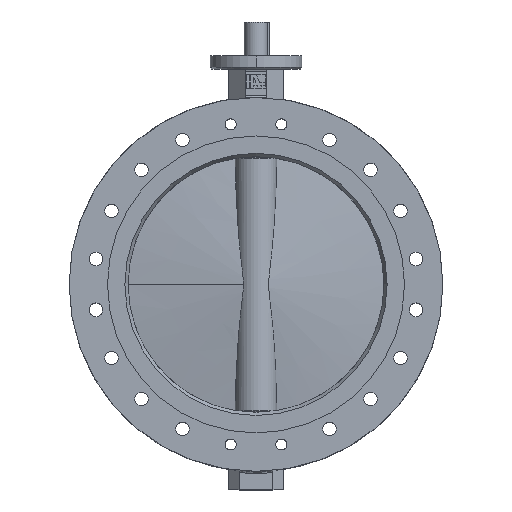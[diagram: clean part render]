
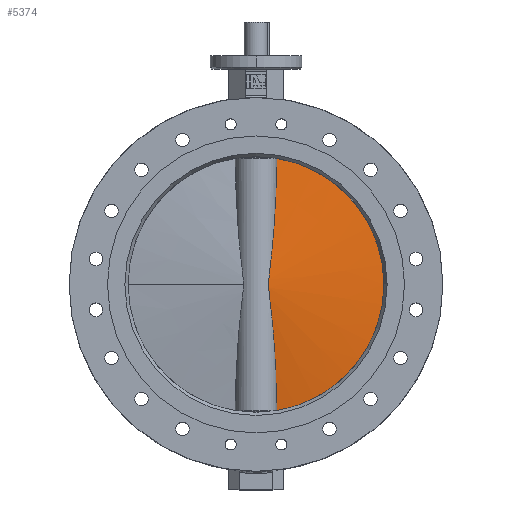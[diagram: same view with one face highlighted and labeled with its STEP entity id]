
A CAD part, top view. The second image highlights one B-rep face of the part: STEP entity #5374.
In plain terms, the highlighted conical face has half-angle 82.802 degrees and reference radius 245.467 mm.
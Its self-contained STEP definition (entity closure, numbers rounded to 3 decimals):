
#730 = AXIS2_PLACEMENT_3D ( 'NONE', #5163, #5164, #5165 ) ;
#1229 = VERTEX_POINT ( 'NONE', #3800 ) ;
#1241 = VERTEX_POINT ( 'NONE', #3803 ) ;
#1294 = VERTEX_POINT ( 'NONE', #3823 ) ;
#1485 = EDGE_CURVE ( 'NONE', #1229, #1294, #5910, .T. ) ;
#1486 = EDGE_CURVE ( 'NONE', #1241, #1294, #6861, .T. ) ;
#1591 = AXIS2_PLACEMENT_3D ( 'NONE', #8024, #8025, #8026 ) ;
#2983 = AXIS2_PLACEMENT_3D ( 'NONE', #7496, #7497, #7495 ) ;
#3364 = EDGE_LOOP ( 'NONE', ( #6618, #6619, #6620 ) ) ;
#3800 = CARTESIAN_POINT ( 'NONE',  ( -4.109, -241.348, 39.788 ) ) ;
#3803 = CARTESIAN_POINT ( 'NONE',  ( -4.109, 0., 244.605 ) ) ;
#3823 = CARTESIAN_POINT ( 'NONE',  ( -4.109, 241.348, 39.788 ) ) ;
#4822 = CIRCLE ( 'NONE', #730, 244.605 ) ;
#5163 = CARTESIAN_POINT ( 'NONE',  ( -4.109, 0., 0. ) ) ;
#5164 = DIRECTION ( 'NONE',  ( -1., 0., 0. ) ) ;
#5165 = DIRECTION ( 'NONE',  ( 0., 0., 1. ) ) ;
#5374 = ADVANCED_FACE ( 'NONE', ( #6954 ), #6958, .T. ) ;
#5891 = EDGE_CURVE ( 'NONE', #1229, #1241, #4822, .T. ) ;
#5910 = B_SPLINE_CURVE_WITH_KNOTS ( 'NONE', 3,
 ( #7975, #7976, #7980, #7981, #7982, #7983, #7984, #7985, #7986, #7987, #7988, #7989, #7990, #7991, #7992, #7993, #7994, #7995, #7996, #7997, #7998, #7999, #8000, #8001, #8002, #8003, #8004, #8005, #8006, #8007, #8008, #8009, #8010, #8011, #8012, #8013, #8014, #8015, #8016, #8017, #8018, #8019, #8020, #8021 ),
 .UNSPECIFIED., .F., .F.,
 ( 4, 2, 2, 2, 2, 2, 2, 2, 2, 2, 2, 2, 2, 2, 2, 2, 2, 2, 2, 2, 2, 4 ),
 ( -0.218, -0.188, -0.158, -0.097, -0.067, -0.037, -0.022, -0.007, 0.001, 0.009, 0.016, 0.024, 0.031, 0.039, 0.046, 0.054, 0.069, 0.084, 0.114, 0.145, 0.205, 0.266 ),
 .UNSPECIFIED. ) ;
#6618 = ORIENTED_EDGE ( 'NONE', *, *, #1485, .F. ) ;
#6619 = ORIENTED_EDGE ( 'NONE', *, *, #5891, .T. ) ;
#6620 = ORIENTED_EDGE ( 'NONE', *, *, #1486, .T. ) ;
#6861 = CIRCLE ( 'NONE', #1591, 244.605 ) ;
#6954 = FACE_OUTER_BOUND ( 'NONE', #3364, .T. ) ;
#6958 = CONICAL_SURFACE ( 'NONE', #2983, 245.467, 1.445 ) ;
#7495 = DIRECTION ( 'NONE',  ( 0., 0., -1. ) ) ;
#7496 = CARTESIAN_POINT ( 'NONE',  ( -4., 0., 0. ) ) ;
#7497 = DIRECTION ( 'NONE',  ( 1., 0., 0. ) ) ;
#7975 = CARTESIAN_POINT ( 'NONE',  ( -4.109, -241.348, 39.788 ) ) ;
#7976 = CARTESIAN_POINT ( 'NONE',  ( -5.364, -231.296, 39.659 ) ) ;
#7980 = CARTESIAN_POINT ( 'NONE',  ( -6.619, -221.245, 39.469 ) ) ;
#7981 = CARTESIAN_POINT ( 'NONE',  ( -9.126, -201.145, 38.966 ) ) ;
#7982 = CARTESIAN_POINT ( 'NONE',  ( -10.379, -191.096, 38.652 ) ) ;
#7983 = CARTESIAN_POINT ( 'NONE',  ( -14.132, -160.957, 37.512 ) ) ;
#7984 = CARTESIAN_POINT ( 'NONE',  ( -16.629, -140.885, 36.489 ) ) ;
#7985 = CARTESIAN_POINT ( 'NONE',  ( -20.347, -110.811, 34.467 ) ) ;
#7986 = CARTESIAN_POINT ( 'NONE',  ( -21.582, -100.792, 33.711 ) ) ;
#7987 = CARTESIAN_POINT ( 'NONE',  ( -24.033, -80.766, 32.01 ) ) ;
#7988 = CARTESIAN_POINT ( 'NONE',  ( -25.25, -70.76, 31.063 ) ) ;
#7989 = CARTESIAN_POINT ( 'NONE',  ( -27.037, -55.758, 29.489 ) ) ;
#7990 = CARTESIAN_POINT ( 'NONE',  ( -27.626, -50.759, 28.939 ) ) ;
#7991 = CARTESIAN_POINT ( 'NONE',  ( -28.775, -40.759, 27.796 ) ) ;
#7992 = CARTESIAN_POINT ( 'NONE',  ( -29.337, -35.76, 27.202 ) ) ;
#7993 = CARTESIAN_POINT ( 'NONE',  ( -30.127, -28.254, 26.316 ) ) ;
#7994 = CARTESIAN_POINT ( 'NONE',  ( -30.381, -25.751, 26.021 ) ) ;
#7995 = CARTESIAN_POINT ( 'NONE',  ( -30.859, -20.74, 25.453 ) ) ;
#7996 = CARTESIAN_POINT ( 'NONE',  ( -31.082, -18.234, 25.18 ) ) ;
#7997 = CARTESIAN_POINT ( 'NONE',  ( -31.472, -13.218, 24.69 ) ) ;
#7998 = CARTESIAN_POINT ( 'NONE',  ( -31.639, -10.708, 24.475 ) ) ;
#7999 = CARTESIAN_POINT ( 'NONE',  ( -31.879, -5.681, 24.161 ) ) ;
#8000 = CARTESIAN_POINT ( 'NONE',  ( -31.951, -3.164, 24.065 ) ) ;
#8001 = CARTESIAN_POINT ( 'NONE',  ( -31.972, 1.879, 24.038 ) ) ;
#8002 = CARTESIAN_POINT ( 'NONE',  ( -31.92, 4.406, 24.107 ) ) ;
#8003 = CARTESIAN_POINT ( 'NONE',  ( -31.711, 9.467, 24.381 ) ) ;
#8004 = CARTESIAN_POINT ( 'NONE',  ( -31.555, 12.005, 24.584 ) ) ;
#8005 = CARTESIAN_POINT ( 'NONE',  ( -31.18, 17.062, 25.057 ) ) ;
#8006 = CARTESIAN_POINT ( 'NONE',  ( -30.963, 19.584, 25.327 ) ) ;
#8007 = CARTESIAN_POINT ( 'NONE',  ( -30.493, 24.623, 25.89 ) ) ;
#8008 = CARTESIAN_POINT ( 'NONE',  ( -30.241, 27.139, 26.185 ) ) ;
#8009 = CARTESIAN_POINT ( 'NONE',  ( -29.456, 34.683, 27.074 ) ) ;
#8010 = CARTESIAN_POINT ( 'NONE',  ( -28.894, 39.707, 27.673 ) ) ;
#8011 = CARTESIAN_POINT ( 'NONE',  ( -27.743, 49.756, 28.827 ) ) ;
#8012 = CARTESIAN_POINT ( 'NONE',  ( -27.153, 54.781, 29.383 ) ) ;
#8013 = CARTESIAN_POINT ( 'NONE',  ( -25.36, 69.859, 30.975 ) ) ;
#8014 = CARTESIAN_POINT ( 'NONE',  ( -24.136, 79.918, 31.933 ) ) ;
#8015 = CARTESIAN_POINT ( 'NONE',  ( -21.673, 100.05, 33.653 ) ) ;
#8016 = CARTESIAN_POINT ( 'NONE',  ( -20.432, 110.123, 34.417 ) ) ;
#8017 = CARTESIAN_POINT ( 'NONE',  ( -16.694, 140.363, 36.461 ) ) ;
#8018 = CARTESIAN_POINT ( 'NONE',  ( -14.183, 160.555, 37.494 ) ) ;
#8019 = CARTESIAN_POINT ( 'NONE',  ( -9.153, 200.942, 39.027 ) ) ;
#8020 = CARTESIAN_POINT ( 'NONE',  ( -6.632, 221.142, 39.528 ) ) ;
#8021 = CARTESIAN_POINT ( 'NONE',  ( -4.109, 241.348, 39.788 ) ) ;
#8024 = CARTESIAN_POINT ( 'NONE',  ( -4.109, 0., 0. ) ) ;
#8025 = DIRECTION ( 'NONE',  ( -1., 0., 0. ) ) ;
#8026 = DIRECTION ( 'NONE',  ( 0., 0., 1. ) ) ;
